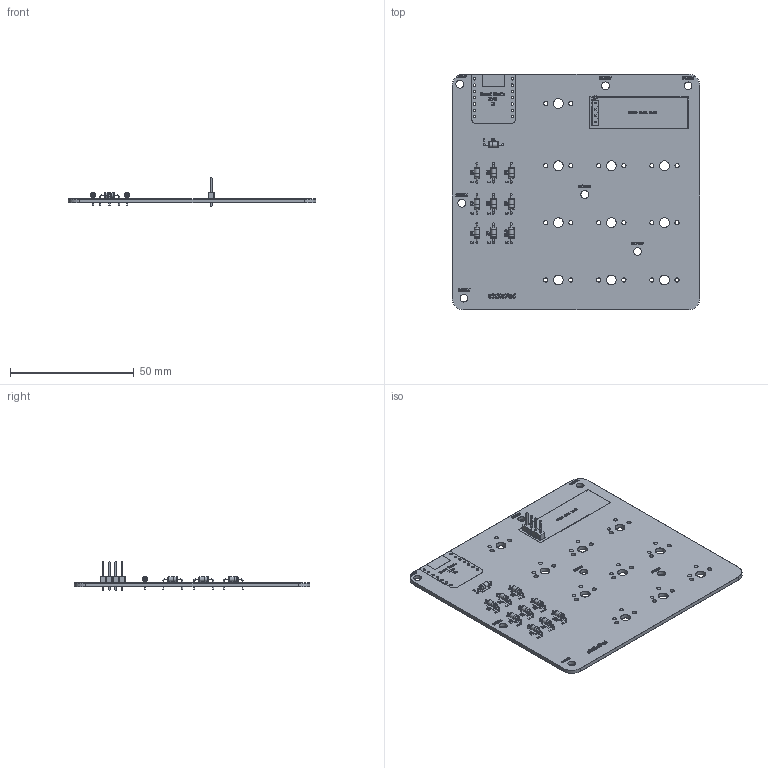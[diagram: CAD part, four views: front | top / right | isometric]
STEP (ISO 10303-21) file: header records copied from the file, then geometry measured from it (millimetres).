
FILE_DESCRIPTION(('KiCad electronic assembly'),'2;1');
FILE_NAME('orpheuspad_pcb_final.step','2025-11-30T20:09:19',('Pcbnew'),( 'Kicad'),'Open CASCADE STEP processor 7.9','KiCad to STEP converter' ,'Unknown');
FILE_SCHEMA(('AUTOMOTIVE_DESIGN { 1 0 10303 214 1 1 1 1 }'));
Length unit declared in the file: millimetre
Products named in the file (7): orpheuspad_pcb_final 1; D_DO-35_SOD27_P7.62mm_Horizontal; PinHeader_1x04_P2.54mm_Vertical; elurepad_pcb_silkscreen; elurepad_pcb_soldermask; elurepad_pcb_PCB
Assembly tree (15 placements, depth 2):
  orpheuspad_pcb_final 1
    D_DO-35_SOD27_P7.62mm_Horizontal  x10
    PinHeader_1x04_P2.54mm_Vertical
    elurepad_pcb_silkscreen
    elurepad_pcb_soldermask
    elurepad_pcb_soldermask
    elurepad_pcb_PCB
Bounding box: 100.01 x 95.25 x 11.54 mm (x, y, z)
Volume: 14152.2 mm3; surface area: 39100.7 mm2
Topology: 22 solids, 144 shells, 487 faces, 3398 edges, 3105 vertices
Faces by surface type: plane 288, cylinder 159, torus 40
Full cylindrical faces by diameter (mm): 0.5 x30, 0.8 x20, 1 x18, 1.524 x20, 1.702 x20, 2 x20, 2.02 x10, 3.2 x7, 3.988 x10
Entity records: 32622 total; most frequent: CARTESIAN_POINT 6520, DIRECTION 4912, ORIENTED_EDGE 3753, EDGE_CURVE 3182, VERTEX_POINT 2979, LINE 2170, VECTOR 2170, AXIS2_PLACEMENT_3D 1371
